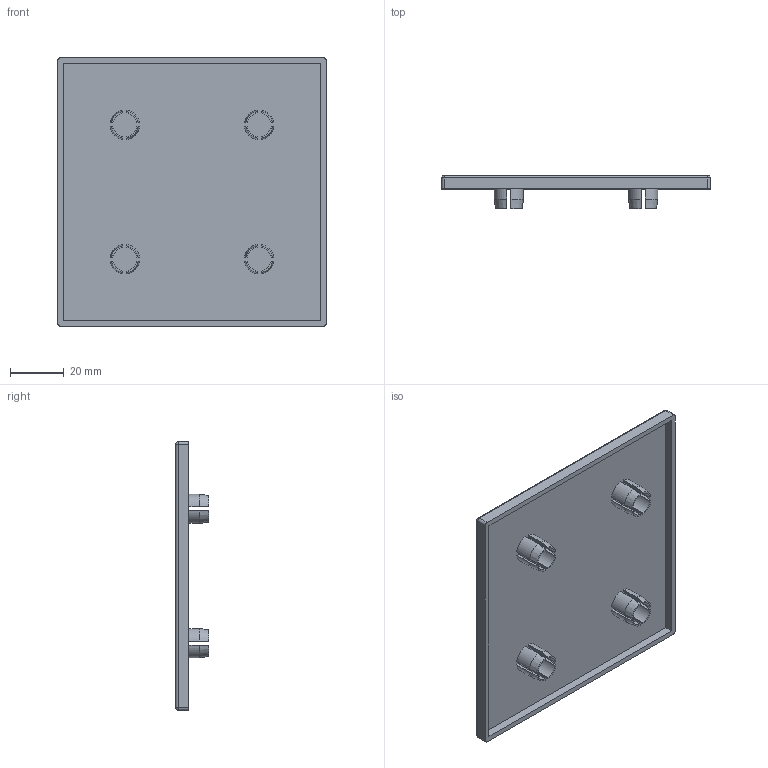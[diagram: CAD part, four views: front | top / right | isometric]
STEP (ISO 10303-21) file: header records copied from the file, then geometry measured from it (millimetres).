
FILE_DESCRIPTION (( 'STEP AP214' ), '1' );
FILE_NAME ('SNSD.30.52.90. Çàãëóøêà òîðöåâàÿ 100õ100(M62).STEP', '2015-07-28T11:12:22', ( 'user' ), ( '' ), 'SwSTEP 2.0', 'SolidWorks 2014', '' );
FILE_SCHEMA (( 'AUTOMOTIVE_DESIGN' ));
Length unit declared in the file: millimetre
Products named in the file (2): SNSD.30.52.90. Çàãëóøêà òîðöåâàÿ 100õ100(M62)
Bounding box: 100 x 12.3 x 100 mm (x, y, z)
Volume: 23212.5 mm3; surface area: 25295.7 mm2
Topology: 1 solids, 1 shells, 119 faces, 292 edges, 188 vertices
Faces by surface type: plane 59, cylinder 40, cone 16, sphere 4
Entity records: 3659 total; most frequent: CARTESIAN_POINT 789, DIRECTION 594, ORIENTED_EDGE 576, EDGE_CURVE 288, AXIS2_PLACEMENT_3D 217, VERTEX_POINT 188, VECTOR 160, LINE 160
